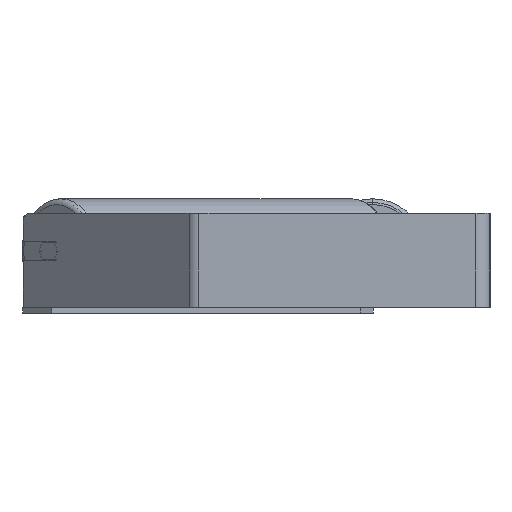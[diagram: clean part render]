
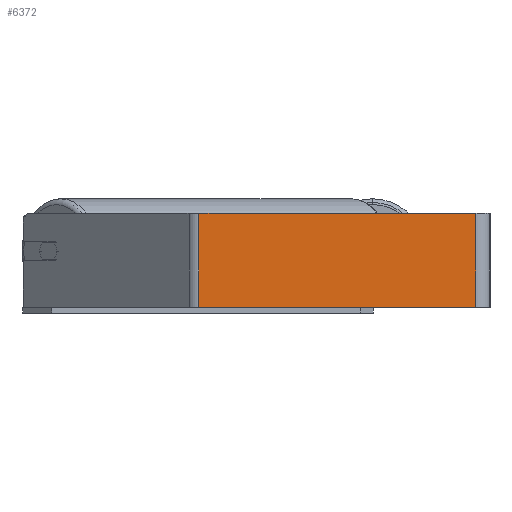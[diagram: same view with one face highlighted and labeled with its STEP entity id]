
A CAD part, left-side view. The second image highlights one B-rep face of the part: STEP entity #6372.
In plain terms, the highlighted planar face has unit normal (-1, 0, 0).
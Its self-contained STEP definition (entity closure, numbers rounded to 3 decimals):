
#305 = CARTESIAN_POINT ( 'NONE',  ( -605., 252.886, 40. ) ) ;
#353 = FACE_OUTER_BOUND ( 'NONE', #6526, .T. ) ;
#591 = EDGE_CURVE ( 'NONE', #1384, #6517, #6716, .T. ) ;
#667 = ORIENTED_EDGE ( 'NONE', *, *, #6203, .T. ) ;
#688 = CARTESIAN_POINT ( 'NONE',  ( -605., 12., -40. ) ) ;
#1002 = ORIENTED_EDGE ( 'NONE', *, *, #4059, .F. ) ;
#1064 = ORIENTED_EDGE ( 'NONE', *, *, #591, .F. ) ;
#1195 = CARTESIAN_POINT ( 'NONE',  ( -605., 12., 40. ) ) ;
#1384 = VERTEX_POINT ( 'NONE', #1195 ) ;
#1500 = VECTOR ( 'NONE', #8186, 1000. ) ;
#1521 = VECTOR ( 'NONE', #5700, 1000. ) ;
#1823 = VERTEX_POINT ( 'NONE', #7951 ) ;
#2988 = DIRECTION ( 'NONE',  ( 0., 0., -1. ) ) ;
#3123 = PLANE ( 'NONE',  #5613 ) ;
#3588 = LINE ( 'NONE', #7729, #1521 ) ;
#3810 = VERTEX_POINT ( 'NONE', #7600 ) ;
#3901 = CARTESIAN_POINT ( 'NONE',  ( -605., 252.886, 40. ) ) ;
#4059 = EDGE_CURVE ( 'NONE', #3810, #1384, #8880, .T. ) ;
#4882 = VECTOR ( 'NONE', #5038, 1000. ) ;
#5038 = DIRECTION ( 'NONE',  ( 0., 0., -1. ) ) ;
#5148 = CARTESIAN_POINT ( 'NONE',  ( -605., 12., 40. ) ) ;
#5613 = AXIS2_PLACEMENT_3D ( 'NONE', #305, #5927, #8035 ) ;
#5700 = DIRECTION ( 'NONE',  ( 0., -1., 0. ) ) ;
#5927 = DIRECTION ( 'NONE',  ( 1., 0., 0. ) ) ;
#5998 = EDGE_CURVE ( 'NONE', #3810, #1823, #8531, .T. ) ;
#6203 = EDGE_CURVE ( 'NONE', #1823, #6517, #3588, .T. ) ;
#6372 = ADVANCED_FACE ( 'NONE', ( #353 ), #3123, .F. ) ;
#6517 = VERTEX_POINT ( 'NONE', #688 ) ;
#6526 = EDGE_LOOP ( 'NONE', ( #667, #1064, #1002, #8125 ) ) ;
#6716 = LINE ( 'NONE', #5148, #7878 ) ;
#7189 = CARTESIAN_POINT ( 'NONE',  ( -605., 247.916, 40. ) ) ;
#7600 = CARTESIAN_POINT ( 'NONE',  ( -605., 247.916, 40. ) ) ;
#7729 = CARTESIAN_POINT ( 'NONE',  ( -605., 252.886, -40. ) ) ;
#7878 = VECTOR ( 'NONE', #2988, 1000. ) ;
#7951 = CARTESIAN_POINT ( 'NONE',  ( -605., 247.916, -40. ) ) ;
#8035 = DIRECTION ( 'NONE',  ( 0., 0., -1. ) ) ;
#8125 = ORIENTED_EDGE ( 'NONE', *, *, #5998, .T. ) ;
#8186 = DIRECTION ( 'NONE',  ( 0., -1., 0. ) ) ;
#8531 = LINE ( 'NONE', #7189, #4882 ) ;
#8880 = LINE ( 'NONE', #3901, #1500 ) ;
